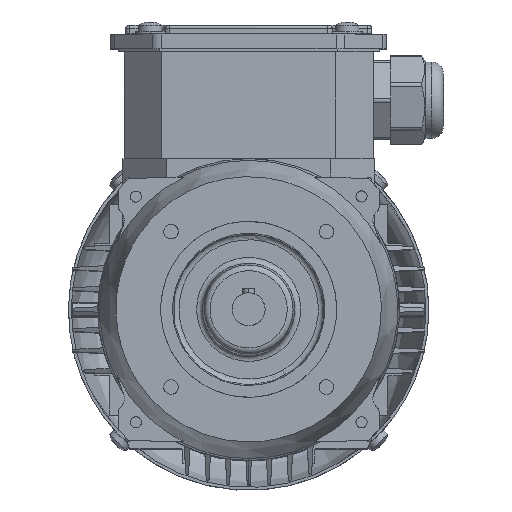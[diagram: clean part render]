
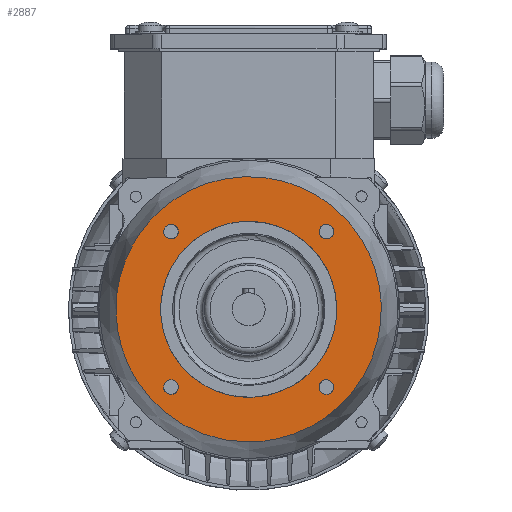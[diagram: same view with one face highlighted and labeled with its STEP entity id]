
A CAD part, top view. The second image highlights one B-rep face of the part: STEP entity #2887.
In plain terms, the highlighted planar face has unit normal (0, 0, 1).
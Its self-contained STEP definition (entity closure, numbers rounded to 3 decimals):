
#162=FACE_BOUND('',#6131,.T.);
#163=FACE_BOUND('',#6132,.T.);
#164=FACE_BOUND('',#6133,.T.);
#165=FACE_BOUND('',#6134,.T.);
#166=FACE_BOUND('',#6135,.T.);
#167=FACE_BOUND('',#6136,.T.);
#1662=(
BOUNDED_CURVE()
B_SPLINE_CURVE(2,(#37751,#37752,#37753,#37754,#37755,#37756,#37757),
 .UNSPECIFIED.,.T.,.F.)
B_SPLINE_CURVE_WITH_KNOTS((1,2,2,2,2,1),(-0.333,0.,0.333,
0.667,1.,1.333),.UNSPECIFIED.)
CURVE()
GEOMETRIC_REPRESENTATION_ITEM()
RATIONAL_B_SPLINE_CURVE((1.,0.5,1.,0.5,1.,0.5,1.))
REPRESENTATION_ITEM('')
);
#1664=(
BOUNDED_CURVE()
B_SPLINE_CURVE(2,(#37771,#37772,#37773,#37774,#37775,#37776,#37777),
 .UNSPECIFIED.,.T.,.F.)
B_SPLINE_CURVE_WITH_KNOTS((1,2,2,2,2,1),(-0.333,0.,0.333,
0.667,1.,1.333),.UNSPECIFIED.)
CURVE()
GEOMETRIC_REPRESENTATION_ITEM()
RATIONAL_B_SPLINE_CURVE((1.,0.5,1.,0.5,1.,0.5,1.))
REPRESENTATION_ITEM('')
);
#1666=(
BOUNDED_CURVE()
B_SPLINE_CURVE(2,(#37791,#37792,#37793,#37794,#37795,#37796,#37797),
 .UNSPECIFIED.,.T.,.F.)
B_SPLINE_CURVE_WITH_KNOTS((1,2,2,2,2,1),(-0.333,0.,0.333,
0.667,1.,1.333),.UNSPECIFIED.)
CURVE()
GEOMETRIC_REPRESENTATION_ITEM()
RATIONAL_B_SPLINE_CURVE((1.,0.5,1.,0.5,1.,0.5,1.))
REPRESENTATION_ITEM('')
);
#1668=(
BOUNDED_CURVE()
B_SPLINE_CURVE(2,(#37811,#37812,#37813,#37814,#37815,#37816,#37817),
 .UNSPECIFIED.,.T.,.F.)
B_SPLINE_CURVE_WITH_KNOTS((1,2,2,2,2,1),(-0.333,0.,0.333,
0.667,1.,1.333),.UNSPECIFIED.)
CURVE()
GEOMETRIC_REPRESENTATION_ITEM()
RATIONAL_B_SPLINE_CURVE((1.,0.5,1.,0.5,1.,0.5,1.))
REPRESENTATION_ITEM('')
);
#1670=(
BOUNDED_CURVE()
B_SPLINE_CURVE(2,(#37831,#37832,#37833,#37834,#37835,#37836,#37837),
 .UNSPECIFIED.,.T.,.F.)
B_SPLINE_CURVE_WITH_KNOTS((1,2,2,2,2,1),(-0.333,0.,0.333,
0.667,1.,1.333),.UNSPECIFIED.)
CURVE()
GEOMETRIC_REPRESENTATION_ITEM()
RATIONAL_B_SPLINE_CURVE((1.,0.5,1.,0.5,1.,0.5,1.))
REPRESENTATION_ITEM('')
);
#1671=(
BOUNDED_CURVE()
B_SPLINE_CURVE(2,(#37839,#37840,#37841,#37842,#37843,#37844,#37845),
 .UNSPECIFIED.,.T.,.F.)
B_SPLINE_CURVE_WITH_KNOTS((1,2,2,2,2,1),(-0.333,0.,0.333,
0.667,1.,1.333),.UNSPECIFIED.)
CURVE()
GEOMETRIC_REPRESENTATION_ITEM()
RATIONAL_B_SPLINE_CURVE((1.,0.5,1.,0.5,1.,0.5,1.))
REPRESENTATION_ITEM('')
);
#2887=ADVANCED_FACE('F1909',(#162,#163,#164,#165,#166,#167),#3820,.F.);
#3820=PLANE('',#24313);
#6131=EDGE_LOOP('',(#10926));
#6132=EDGE_LOOP('',(#10927));
#6133=EDGE_LOOP('',(#10928));
#6134=EDGE_LOOP('',(#10929));
#6135=EDGE_LOOP('',(#10930));
#6136=EDGE_LOOP('',(#10931));
#10926=ORIENTED_EDGE('',*,*,#18941,.F.);
#10927=ORIENTED_EDGE('',*,*,#18944,.T.);
#10928=ORIENTED_EDGE('',*,*,#18947,.T.);
#10929=ORIENTED_EDGE('',*,*,#18950,.T.);
#10930=ORIENTED_EDGE('',*,*,#18953,.T.);
#10931=ORIENTED_EDGE('',*,*,#18954,.F.);
#15367=VERTEX_POINT('',#37750);
#15369=VERTEX_POINT('',#37770);
#15371=VERTEX_POINT('',#37790);
#15373=VERTEX_POINT('',#37810);
#15375=VERTEX_POINT('',#37830);
#15376=VERTEX_POINT('',#37846);
#18941=EDGE_CURVE('E5062',#15367,#15367,#1662,.T.);
#18944=EDGE_CURVE('E5063',#15369,#15369,#1664,.T.);
#18947=EDGE_CURVE('E5064',#15371,#15371,#1666,.T.);
#18950=EDGE_CURVE('E5065',#15373,#15373,#1668,.T.);
#18953=EDGE_CURVE('E5066',#15375,#15375,#1670,.T.);
#18954=EDGE_CURVE('E5061',#15376,#15376,#1671,.T.);
#24313=AXIS2_PLACEMENT_3D('',#37847,#26279,#26280);
#26279=DIRECTION('',(0.,0.,-1.));
#26280=DIRECTION('',(-1.,0.,0.));
#37750=CARTESIAN_POINT('',(0.,30.,-23.));
#37751=CARTESIAN_POINT('',(0.,30.,-23.));
#37752=CARTESIAN_POINT('',(-51.962,30.,-23.));
#37753=CARTESIAN_POINT('',(-25.981,-15.,-23.));
#37754=CARTESIAN_POINT('',(0.,-60.,-23.));
#37755=CARTESIAN_POINT('',(25.981,-15.,-23.));
#37756=CARTESIAN_POINT('',(51.962,30.,-23.));
#37757=CARTESIAN_POINT('',(0.,30.,-23.));
#37770=CARTESIAN_POINT('',(26.517,29.017,-23.));
#37771=CARTESIAN_POINT('',(26.517,29.017,-23.));
#37772=CARTESIAN_POINT('',(30.847,29.017,-23.));
#37773=CARTESIAN_POINT('',(28.682,25.267,-23.));
#37774=CARTESIAN_POINT('',(26.517,21.517,-23.));
#37775=CARTESIAN_POINT('',(24.351,25.267,-23.));
#37776=CARTESIAN_POINT('',(22.186,29.017,-23.));
#37777=CARTESIAN_POINT('',(26.517,29.017,-23.));
#37790=CARTESIAN_POINT('',(-26.517,29.017,-23.));
#37791=CARTESIAN_POINT('',(-26.517,29.017,-23.));
#37792=CARTESIAN_POINT('',(-22.186,29.017,-23.));
#37793=CARTESIAN_POINT('',(-24.351,25.267,-23.));
#37794=CARTESIAN_POINT('',(-26.517,21.517,-23.));
#37795=CARTESIAN_POINT('',(-28.682,25.267,-23.));
#37796=CARTESIAN_POINT('',(-30.847,29.017,-23.));
#37797=CARTESIAN_POINT('',(-26.517,29.017,-23.));
#37810=CARTESIAN_POINT('',(-26.517,-24.017,-23.));
#37811=CARTESIAN_POINT('',(-26.517,-24.017,-23.));
#37812=CARTESIAN_POINT('',(-22.186,-24.017,-23.));
#37813=CARTESIAN_POINT('',(-24.351,-27.767,-23.));
#37814=CARTESIAN_POINT('',(-26.517,-31.517,-23.));
#37815=CARTESIAN_POINT('',(-28.682,-27.767,-23.));
#37816=CARTESIAN_POINT('',(-30.847,-24.017,-23.));
#37817=CARTESIAN_POINT('',(-26.517,-24.017,-23.));
#37830=CARTESIAN_POINT('',(26.502,-24.031,-23.));
#37831=CARTESIAN_POINT('',(26.502,-24.031,-23.));
#37832=CARTESIAN_POINT('',(30.832,-24.031,-23.));
#37833=CARTESIAN_POINT('',(28.667,-27.781,-23.));
#37834=CARTESIAN_POINT('',(26.502,-31.531,-23.));
#37835=CARTESIAN_POINT('',(24.337,-27.781,-23.));
#37836=CARTESIAN_POINT('',(22.172,-24.031,-23.));
#37837=CARTESIAN_POINT('',(26.502,-24.031,-23.));
#37839=CARTESIAN_POINT('',(0.,-45.264,-23.));
#37840=CARTESIAN_POINT('',(-78.399,-45.264,-23.));
#37841=CARTESIAN_POINT('',(-39.199,22.632,-23.));
#37842=CARTESIAN_POINT('',(0.,90.527,-23.));
#37843=CARTESIAN_POINT('',(39.199,22.632,-23.));
#37844=CARTESIAN_POINT('',(78.399,-45.264,-23.));
#37845=CARTESIAN_POINT('',(0.,-45.264,-23.));
#37846=CARTESIAN_POINT('',(0.,-45.264,-23.));
#37847=CARTESIAN_POINT('',(0.,0.,
-23.));
